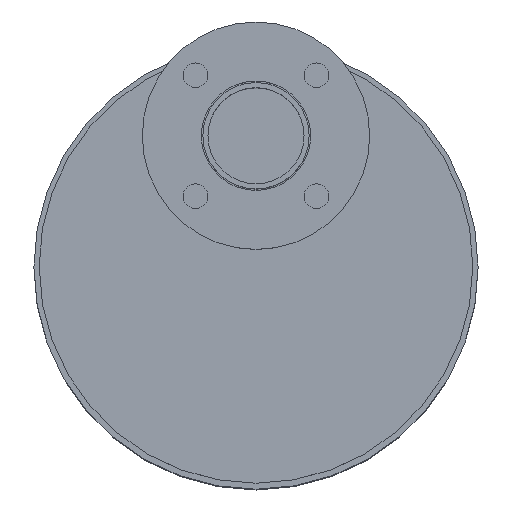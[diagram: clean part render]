
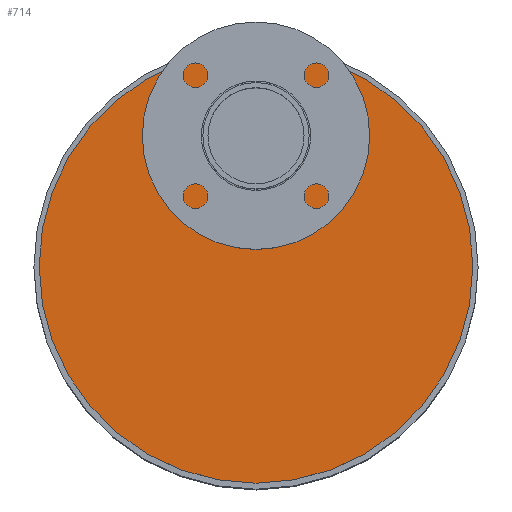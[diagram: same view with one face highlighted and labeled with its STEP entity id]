
A CAD part, top view. The second image highlights one B-rep face of the part: STEP entity #714.
In plain terms, the highlighted planar face has unit normal (0, 0, 1).
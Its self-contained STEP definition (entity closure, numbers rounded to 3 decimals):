
#56=PLANE('',#835);
#122=FACE_BOUND('',#293,.T.);
#178=FACE_OUTER_BOUND('',#292,.T.);
#292=EDGE_LOOP('',(#612));
#293=EDGE_LOOP('',(#613));
#368=CIRCLE('',#830,31.15);
#370=CIRCLE('',#833,123.);
#432=VERTEX_POINT('',#1241);
#434=VERTEX_POINT('',#1246);
#496=EDGE_CURVE('',#432,#432,#368,.T.);
#498=EDGE_CURVE('',#434,#434,#370,.T.);
#612=ORIENTED_EDGE('',*,*,#498,.F.);
#613=ORIENTED_EDGE('',*,*,#496,.T.);
#714=ADVANCED_FACE('',(#178,#122),#56,.F.);
#830=AXIS2_PLACEMENT_3D('',#1242,#1041,#1042);
#833=AXIS2_PLACEMENT_3D('',#1247,#1047,#1048);
#835=AXIS2_PLACEMENT_3D('',#1250,#1051,#1052);
#1041=DIRECTION('center_axis',(0.,0.,-1.));
#1042=DIRECTION('ref_axis',(-1.,0.,0.));
#1047=DIRECTION('center_axis',(0.,0.,-1.));
#1048=DIRECTION('ref_axis',(-1.,0.,0.));
#1051=DIRECTION('center_axis',(0.,0.,-1.));
#1052=DIRECTION('ref_axis',(-1.,0.,0.));
#1241=CARTESIAN_POINT('',(31.15,74.,493.));
#1242=CARTESIAN_POINT('Origin',(0.,74.,493.));
#1246=CARTESIAN_POINT('',(123.,0.,493.));
#1247=CARTESIAN_POINT('Origin',(0.,0.,493.));
#1250=CARTESIAN_POINT('Origin',(0.,0.,493.));
